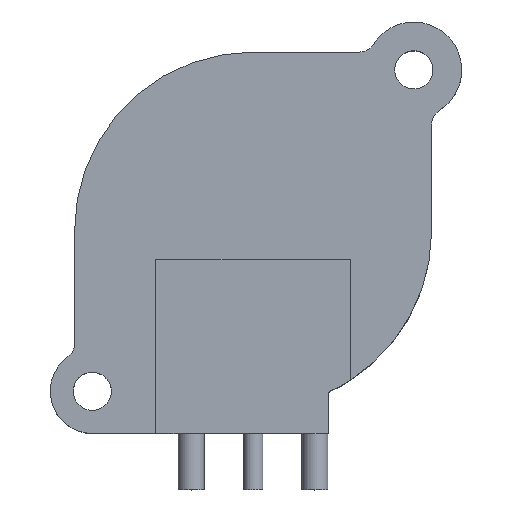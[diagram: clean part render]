
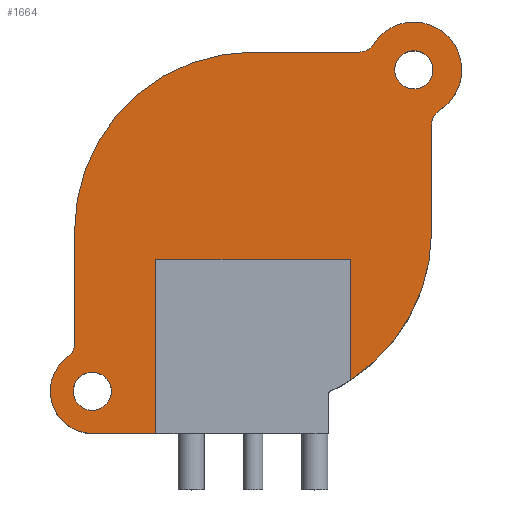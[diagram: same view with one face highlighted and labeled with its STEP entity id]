
A CAD part, top view. The second image highlights one B-rep face of the part: STEP entity #1664.
In plain terms, the highlighted planar face has unit normal (0, 0, 1).
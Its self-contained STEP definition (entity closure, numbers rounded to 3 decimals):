
#341=CARTESIAN_POINT('',(9.9,9.9,7.));
#342=DIRECTION('',(0.,0.,1.));
#343=DIRECTION('',(-1.,0.,0.));
#344=AXIS2_PLACEMENT_3D('',#341,#342,#343);
#356=DIRECTION('',(1.,0.,0.));
#357=VECTOR('',#356,12.);
#358=CARTESIAN_POINT('',(-6.,-1.8,7.));
#359=LINE('',#358,#357);
#363=CARTESIAN_POINT('',(0.,0.,7.));
#364=DIRECTION('',(0.,0.,-1.));
#365=DIRECTION('',(-1.,0.,0.));
#366=AXIS2_PLACEMENT_3D('',#363,#364,#365);
#371=DIRECTION('',(1.,0.,0.));
#372=VECTOR('',#371,6.554);
#373=CARTESIAN_POINT('',(0.,11.,7.));
#374=LINE('',#373,#372);
#378=DIRECTION('',(0.,1.,0.));
#379=VECTOR('',#378,7.42);
#380=CARTESIAN_POINT('',(6.,-9.22,7.));
#381=LINE('',#380,#379);
#385=CARTESIAN_POINT('',(-9.9,-9.9,7.));
#386=DIRECTION('',(0.,0.,1.));
#387=DIRECTION('',(-1.,0.,0.));
#388=AXIS2_PLACEMENT_3D('',#385,#386,#387);
#400=CARTESIAN_POINT('',(-9.9,-9.9,7.));
#401=DIRECTION('',(0.,0.,1.));
#402=DIRECTION('',(1.,0.,0.));
#403=AXIS2_PLACEMENT_3D('',#400,#401,#402);
#415=CARTESIAN_POINT('',(9.9,9.9,7.));
#416=DIRECTION('',(0.,0.,1.));
#417=DIRECTION('',(1.,0.,0.));
#418=AXIS2_PLACEMENT_3D('',#415,#416,#417);
#473=CARTESIAN_POINT('',(0.,0.,7.));
#474=DIRECTION('',(0.,0.,-1.));
#475=DIRECTION('',(1.,0.,0.));
#476=AXIS2_PLACEMENT_3D('',#473,#474,#475);
#495=DIRECTION('',(0.,1.,0.));
#496=VECTOR('',#495,6.554);
#497=CARTESIAN_POINT('',(11.,0.,7.));
#498=LINE('',#497,#496);
#509=CARTESIAN_POINT('',(12.,6.554,7.));
#510=DIRECTION('',(0.,0.,1.));
#511=DIRECTION('',(-0.532,0.847,0.));
#512=AXIS2_PLACEMENT_3D('',#509,#510,#511);
#524=CARTESIAN_POINT('',(9.9,9.9,7.));
#525=DIRECTION('',(0.,0.,1.));
#526=DIRECTION('',(0.532,-0.847,0.));
#527=AXIS2_PLACEMENT_3D('',#524,#525,#526);
#539=CARTESIAN_POINT('',(6.554,12.,7.));
#540=DIRECTION('',(0.,0.,1.));
#541=DIRECTION('',(0.,-1.,0.));
#542=AXIS2_PLACEMENT_3D('',#539,#540,#541);
#575=DIRECTION('',(0.,-1.,0.));
#576=VECTOR('',#575,6.976);
#577=CARTESIAN_POINT('',(-11.,0.,7.));
#578=LINE('',#577,#576);
#589=CARTESIAN_POINT('',(-12.,-6.976,7.));
#590=DIRECTION('',(0.,0.,1.));
#591=DIRECTION('',(0.583,-0.812,0.));
#592=AXIS2_PLACEMENT_3D('',#589,#590,#591);
#604=CARTESIAN_POINT('',(-9.9,-9.9,7.));
#605=DIRECTION('',(0.,0.,1.));
#606=DIRECTION('',(-0.583,0.812,0.));
#607=AXIS2_PLACEMENT_3D('',#604,#605,#606);
#665=DIRECTION('',(1.,0.,0.));
#666=VECTOR('',#665,3.9);
#667=CARTESIAN_POINT('',(-9.9,-12.5,7.));
#668=LINE('',#667,#666);
#882=DIRECTION('',(0.,1.,0.));
#883=VECTOR('',#882,10.7);
#884=CARTESIAN_POINT('',(-6.,-12.5,7.));
#885=LINE('',#884,#883);
#1499=CARTESIAN_POINT('',(-11.,0.,7.));
#1500=CARTESIAN_POINT('',(-11.,-6.976,7.));
#1501=VERTEX_POINT('',#1499);
#1502=VERTEX_POINT('',#1500);
#1503=CARTESIAN_POINT('',(-11.417,-7.788,7.));
#1504=CARTESIAN_POINT('',(-9.9,-12.5,7.));
#1505=VERTEX_POINT('',#1503);
#1506=VERTEX_POINT('',#1504);
#1511=CARTESIAN_POINT('',(11.,0.,7.));
#1512=CARTESIAN_POINT('',(11.,6.554,7.));
#1513=VERTEX_POINT('',#1511);
#1514=VERTEX_POINT('',#1512);
#1515=CARTESIAN_POINT('',(11.468,7.401,7.));
#1516=CARTESIAN_POINT('',(7.401,11.468,7.));
#1517=VERTEX_POINT('',#1515);
#1518=VERTEX_POINT('',#1516);
#1519=CARTESIAN_POINT('',(8.725,9.9,7.));
#1520=CARTESIAN_POINT('',(11.075,9.9,7.));
#1521=VERTEX_POINT('',#1519);
#1522=VERTEX_POINT('',#1520);
#1523=CARTESIAN_POINT('',(-11.075,-9.9,7.));
#1524=CARTESIAN_POINT('',(-8.725,-9.9,7.));
#1525=VERTEX_POINT('',#1523);
#1526=VERTEX_POINT('',#1524);
#1529=CARTESIAN_POINT('',(6.,-9.22,7.));
#1530=VERTEX_POINT('',#1529);
#1531=CARTESIAN_POINT('',(6.554,11.,7.));
#1532=VERTEX_POINT('',#1531);
#1537=CARTESIAN_POINT('',(-6.,-12.5,7.));
#1538=VERTEX_POINT('',#1537);
#1545=CARTESIAN_POINT('',(6.,-1.8,7.));
#1546=VERTEX_POINT('',#1545);
#1547=CARTESIAN_POINT('',(-6.,-1.8,7.));
#1548=VERTEX_POINT('',#1547);
#1549=CARTESIAN_POINT('',(0.,11.,7.));
#1550=VERTEX_POINT('',#1549);
#1618=CARTESIAN_POINT('',(6.,-12.5,7.));
#1619=DIRECTION('',(0.,0.,-1.));
#1620=DIRECTION('',(1.,0.,0.));
#1621=AXIS2_PLACEMENT_3D('',#1618,#1619,#1620);
#1622=PLANE('',#1621);
#1624=ORIENTED_EDGE('',*,*,#1623,.F.);
#1626=ORIENTED_EDGE('',*,*,#1625,.F.);
#1628=ORIENTED_EDGE('',*,*,#1627,.F.);
#1630=ORIENTED_EDGE('',*,*,#1629,.F.);
#1632=ORIENTED_EDGE('',*,*,#1631,.T.);
#1634=ORIENTED_EDGE('',*,*,#1633,.F.);
#1636=ORIENTED_EDGE('',*,*,#1635,.T.);
#1638=ORIENTED_EDGE('',*,*,#1637,.T.);
#1640=ORIENTED_EDGE('',*,*,#1639,.T.);
#1642=ORIENTED_EDGE('',*,*,#1641,.F.);
#1644=ORIENTED_EDGE('',*,*,#1643,.T.);
#1646=ORIENTED_EDGE('',*,*,#1645,.F.);
#1648=ORIENTED_EDGE('',*,*,#1647,.T.);
#1650=ORIENTED_EDGE('',*,*,#1649,.T.);
#1651=EDGE_LOOP('',(#1624,#1626,#1628,#1630,#1632,#1634,#1636,#1638,#1640,#1642,
#1644,#1646,#1648,#1650));
#1652=FACE_OUTER_BOUND('',#1651,.F.);
#1653=ORIENTED_EDGE('',*,*,#1608,.T.);
#1655=ORIENTED_EDGE('',*,*,#1654,.T.);
#1656=EDGE_LOOP('',(#1653,#1655));
#1657=FACE_BOUND('',#1656,.F.);
#1659=ORIENTED_EDGE('',*,*,#1658,.T.);
#1661=ORIENTED_EDGE('',*,*,#1660,.T.);
#1662=EDGE_LOOP('',(#1659,#1661));
#1663=FACE_BOUND('',#1662,.F.);
#345=CIRCLE('',#344,1.175);
#367=CIRCLE('',#366,11.);
#389=CIRCLE('',#388,1.175);
#404=CIRCLE('',#403,1.175);
#419=CIRCLE('',#418,1.175);
#477=CIRCLE('',#476,11.);
#513=CIRCLE('',#512,1.);
#528=CIRCLE('',#527,2.95);
#543=CIRCLE('',#542,1.);
#593=CIRCLE('',#592,1.);
#608=CIRCLE('',#607,2.6);
#1608=EDGE_CURVE('',#1521,#1522,#345,.T.);
#1623=EDGE_CURVE('',#1548,#1546,#359,.T.);
#1625=EDGE_CURVE('',#1538,#1548,#885,.T.);
#1627=EDGE_CURVE('',#1506,#1538,#668,.T.);
#1629=EDGE_CURVE('',#1505,#1506,#608,.T.);
#1631=EDGE_CURVE('',#1505,#1502,#593,.T.);
#1633=EDGE_CURVE('',#1501,#1502,#578,.T.);
#1635=EDGE_CURVE('',#1501,#1550,#367,.T.);
#1637=EDGE_CURVE('',#1550,#1532,#374,.T.);
#1639=EDGE_CURVE('',#1532,#1518,#543,.T.);
#1641=EDGE_CURVE('',#1517,#1518,#528,.T.);
#1643=EDGE_CURVE('',#1517,#1514,#513,.T.);
#1645=EDGE_CURVE('',#1513,#1514,#498,.T.);
#1647=EDGE_CURVE('',#1513,#1530,#477,.T.);
#1649=EDGE_CURVE('',#1530,#1546,#381,.T.);
#1654=EDGE_CURVE('',#1522,#1521,#419,.T.);
#1658=EDGE_CURVE('',#1525,#1526,#389,.T.);
#1660=EDGE_CURVE('',#1526,#1525,#404,.T.);
#1664=ADVANCED_FACE('',(#1652,#1657,#1663),#1622,.F.);
